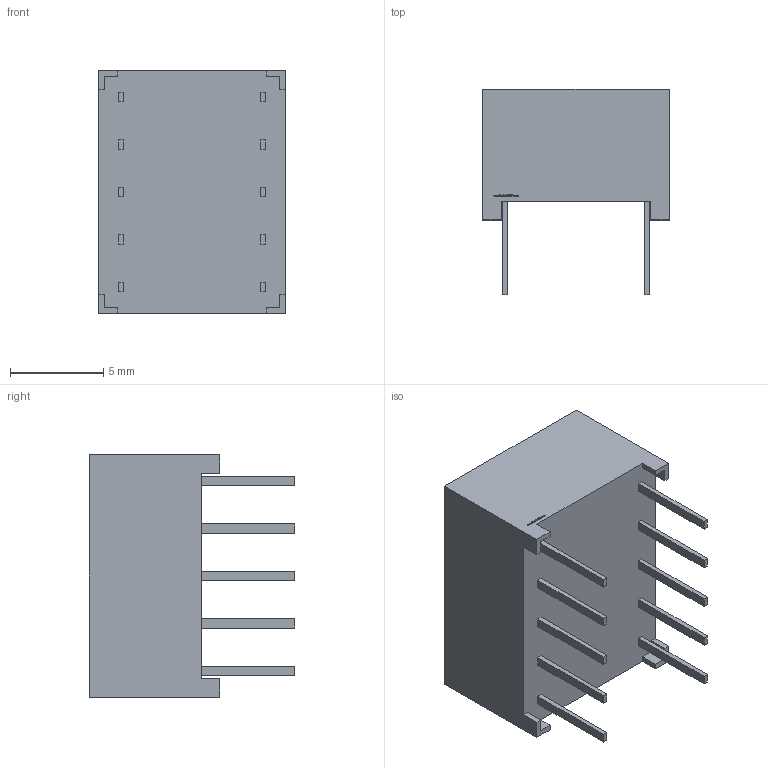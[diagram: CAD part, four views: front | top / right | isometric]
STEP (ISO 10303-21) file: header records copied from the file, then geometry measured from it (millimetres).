
FILE_DESCRIPTION(('FreeCAD Model'),'2;1');
FILE_NAME('Open CASCADE Shape Model','2024-04-08T15:22:35',('Author'),( ''),'Open CASCADE STEP processor 7.6','FreeCAD','Unknown');
FILE_SCHEMA(('CONFIG_CONTROL_DESIGN','SHAPE_APPEARANCE_LAYER_MIM'));
Length unit declared in the file: millimetre
Products named in the file (1): SA39_11
Bounding box: 10 x 11 x 13 mm (x, y, z)
Surface area: 634.7 mm2 (no closed solid volume)
Topology: 0 solids, 411 shells, 411 faces, 3463 edges, 4552 vertices
Faces by surface type: bspline 409, revolution 2
Entity records: 48227 total; most frequent: CARTESIAN_POINT 20328, DIRECTION 2581, LINE 2561, VECTOR 2561, ORIENTED_EDGE 2374, EDGE_CURVE 2374, VERTEX_POINT 2374, UNCERTAINTY_MEASURE_WITH_UNIT 1501
